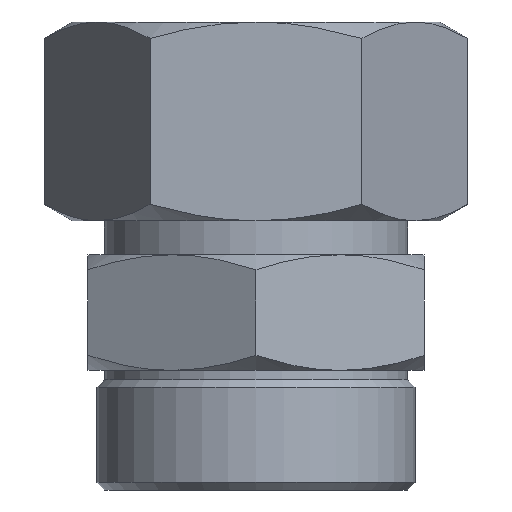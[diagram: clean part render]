
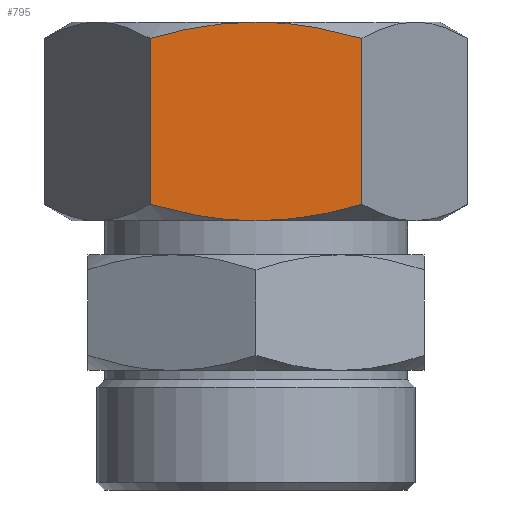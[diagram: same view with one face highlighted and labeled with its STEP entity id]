
A CAD part, left-side view. The second image highlights one B-rep face of the part: STEP entity #795.
In plain terms, the highlighted planar face has unit normal (-1, 0, 0).
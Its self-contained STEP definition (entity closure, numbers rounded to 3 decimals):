
#26=LINE('',#1534,#38);
#27=LINE('',#1535,#39);
#38=VECTOR('',#1118,1000.);
#39=VECTOR('',#1119,1000.);
#58=PLANE('',#910);
#289=ORIENTED_EDGE('',*,*,#333,.T.);
#290=ORIENTED_EDGE('',*,*,#337,.T.);
#291=ORIENTED_EDGE('',*,*,#424,.F.);
#292=ORIENTED_EDGE('',*,*,#340,.T.);
#293=ORIENTED_EDGE('',*,*,#343,.T.);
#294=ORIENTED_EDGE('',*,*,#425,.T.);
#333=EDGE_CURVE('',#435,#436,#504,.T.);
#337=EDGE_CURVE('',#436,#439,#507,.T.);
#340=EDGE_CURVE('',#441,#442,#509,.T.);
#343=EDGE_CURVE('',#442,#444,#511,.T.);
#424=EDGE_CURVE('',#441,#439,#26,.T.);
#425=EDGE_CURVE('',#444,#435,#27,.T.);
#435=VERTEX_POINT('',#1167);
#436=VERTEX_POINT('',#1169);
#439=VERTEX_POINT('',#1192);
#441=VERTEX_POINT('',#1204);
#442=VERTEX_POINT('',#1205);
#444=VERTEX_POINT('',#1218);
#504=B_SPLINE_CURVE_WITH_KNOTS('',3,(#1170,#1171,#1172,#1173),
 .UNSPECIFIED.,.F.,.F.,(4,4),(0.038,0.055),
 .UNSPECIFIED.);
#507=B_SPLINE_CURVE_WITH_KNOTS('',3,(#1188,#1189,#1190,#1191),
 .UNSPECIFIED.,.F.,.F.,(4,4),(0.055,0.073),
 .UNSPECIFIED.);
#509=B_SPLINE_CURVE_WITH_KNOTS('',3,(#1200,#1201,#1202,#1203),
 .UNSPECIFIED.,.F.,.F.,(4,4),(0.038,0.055),
 .UNSPECIFIED.);
#511=B_SPLINE_CURVE_WITH_KNOTS('',3,(#1214,#1215,#1216,#1217),
 .UNSPECIFIED.,.F.,.F.,(4,4),(0.055,0.073),
 .UNSPECIFIED.);
#624=EDGE_LOOP('',(#289,#290,#291,#292,#293,#294));
#706=FACE_BOUND('',#624,.T.);
#795=ADVANCED_FACE('',(#706),#58,.F.);
#910=AXIS2_PLACEMENT_3D('',#1533,#1116,#1117);
#1116=DIRECTION('',(1.,0.,0.));
#1117=DIRECTION('',(0.,0.,-1.));
#1118=DIRECTION('',(0.,0.,-1.));
#1119=DIRECTION('',(0.,0.,-1.));
#1167=CARTESIAN_POINT('',(-30.,17.321,-28.321));
#1169=CARTESIAN_POINT('',(-30.,0.,-31.));
#1170=CARTESIAN_POINT('',(-30.,17.321,-28.321));
#1171=CARTESIAN_POINT('',(-30.,11.677,-29.95));
#1172=CARTESIAN_POINT('',(-30.,5.932,-31.));
#1173=CARTESIAN_POINT('',(-30.,0.,-31.));
#1188=CARTESIAN_POINT('',(-30.,0.,-31.));
#1189=CARTESIAN_POINT('',(-30.,-5.928,-31.));
#1190=CARTESIAN_POINT('',(-30.,-11.684,-29.948));
#1191=CARTESIAN_POINT('',(-30.,-17.321,-28.321));
#1192=CARTESIAN_POINT('',(-30.,-17.321,-28.321));
#1200=CARTESIAN_POINT('',(-30.,-17.321,-1.179));
#1201=CARTESIAN_POINT('',(-30.,-11.677,0.45));
#1202=CARTESIAN_POINT('',(-30.,-5.932,1.5));
#1203=CARTESIAN_POINT('',(-30.,0.,1.5));
#1204=CARTESIAN_POINT('',(-30.,-17.321,-1.179));
#1205=CARTESIAN_POINT('',(-30.,0.,1.5));
#1214=CARTESIAN_POINT('',(-30.,0.,1.5));
#1215=CARTESIAN_POINT('',(-30.,5.928,1.5));
#1216=CARTESIAN_POINT('',(-30.,11.684,0.448));
#1217=CARTESIAN_POINT('',(-30.,17.321,-1.179));
#1218=CARTESIAN_POINT('',(-30.,17.321,-1.179));
#1533=CARTESIAN_POINT('',(-30.,17.321,1.5));
#1534=CARTESIAN_POINT('',(-30.,-17.321,1.5));
#1535=CARTESIAN_POINT('',(-30.,17.321,1.5));
